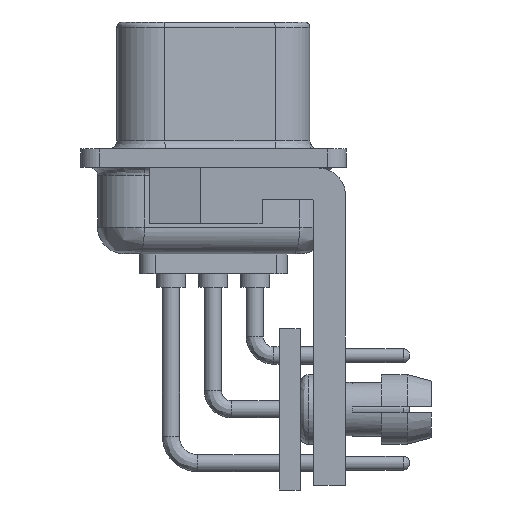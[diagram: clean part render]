
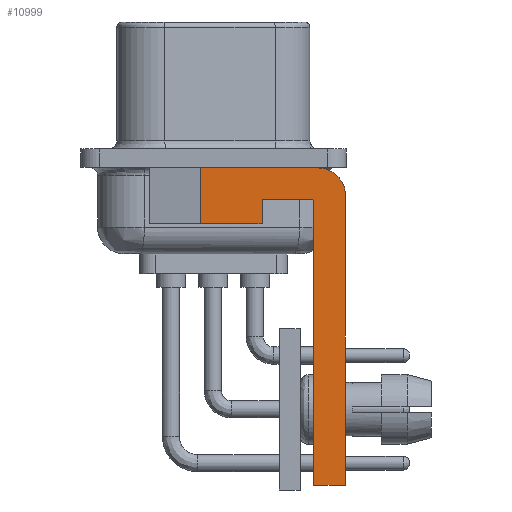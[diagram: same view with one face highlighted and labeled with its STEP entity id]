
A CAD part, left-side view. The second image highlights one B-rep face of the part: STEP entity #10999.
In plain terms, the highlighted planar face has unit normal (-1, 0, 0).
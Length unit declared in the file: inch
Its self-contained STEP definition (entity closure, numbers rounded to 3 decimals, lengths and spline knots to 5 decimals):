
#115 = VECTOR ( 'NONE', #26764, 39.37008 ) ;
#1374 = ORIENTED_EDGE ( 'NONE', *, *, #12029, .F. ) ;
#1506 = CARTESIAN_POINT ( 'NONE',  ( 0.003, 0.1565, -0.0935 ) ) ;
#1656 = VECTOR ( 'NONE', #2985, 39.37008 ) ;
#1754 = CARTESIAN_POINT ( 'NONE',  ( 0.003, 0.0605, -0.0985 ) ) ;
#1755 = EDGE_CURVE ( 'NONE', #10956, #18460, #12874, .T. ) ;
#1841 = VERTEX_POINT ( 'NONE', #23073 ) ;
#2329 = DIRECTION ( 'NONE',  ( 0., 1., 0. ) ) ;
#2904 = LINE ( 'NONE', #19661, #5451 ) ;
#2985 = DIRECTION ( 'NONE',  ( 0., 1., 0. ) ) ;
#3260 = CARTESIAN_POINT ( 'NONE',  ( 0.003, 0.0655, -0.0985 ) ) ;
#4134 = AXIS2_PLACEMENT_3D ( 'NONE', #14040, #9299, #2329 ) ;
#5221 = CARTESIAN_POINT ( 'NONE',  ( 0.003, 0.27151, -0.0935 ) ) ;
#5266 = ORIENTED_EDGE ( 'NONE', *, *, #25032, .F. ) ;
#5451 = VECTOR ( 'NONE', #5662, 39.37008 ) ;
#5662 = DIRECTION ( 'NONE',  ( 0., -1., 0. ) ) ;
#6579 = VECTOR ( 'NONE', #13926, 39.37008 ) ;
#6950 = DIRECTION ( 'NONE',  ( 0., 0., 1. ) ) ;
#7551 = EDGE_LOOP ( 'NONE', ( #26614, #13132, #28196, #16292, #22643, #24079, #18641, #5266, #20914, #1374, #10262, #28097 ) ) ;
#7607 = CARTESIAN_POINT ( 'NONE',  ( 0.003, 0.0015, -0.6255 ) ) ;
#7904 = EDGE_CURVE ( 'NONE', #22089, #17793, #30073, .T. ) ;
#8559 = CARTESIAN_POINT ( 'NONE',  ( 0.003, 0.1515, -0.0345 ) ) ;
#9299 = DIRECTION ( 'NONE',  ( 1., 0., 0. ) ) ;
#9781 = EDGE_CURVE ( 'NONE', #26099, #30337, #23343, .T. ) ;
#9943 = CARTESIAN_POINT ( 'NONE',  ( 0.003, 0.1565, -0.1395 ) ) ;
#10120 = LINE ( 'NONE', #23511, #15619 ) ;
#10126 = VECTOR ( 'NONE', #25132, 39.37008 ) ;
#10262 = ORIENTED_EDGE ( 'NONE', *, *, #24328, .F. ) ;
#10956 = VERTEX_POINT ( 'NONE', #1506 ) ;
#10999 = ADVANCED_FACE ( 'NONE', ( #24402 ), #21112, .F. ) ;
#11235 = LINE ( 'NONE', #5221, #1656 ) ;
#12029 = EDGE_CURVE ( 'NONE', #12334, #16565, #10120, .T. ) ;
#12192 = LINE ( 'NONE', #28200, #24583 ) ;
#12322 = DIRECTION ( 'NONE',  ( 0., 0., -1. ) ) ;
#12334 = VERTEX_POINT ( 'NONE', #24820 ) ;
#12429 = DIRECTION ( 'NONE',  ( 1., 0., 0. ) ) ;
#12596 = DIRECTION ( 'NONE',  ( 0., 1., 0. ) ) ;
#12874 = LINE ( 'NONE', #23168, #6579 ) ;
#13064 = LINE ( 'NONE', #20507, #10126 ) ;
#13132 = ORIENTED_EDGE ( 'NONE', *, *, #30067, .F. ) ;
#13753 = CARTESIAN_POINT ( 'NONE',  ( 0.003, 0.0655, -0.0935 ) ) ;
#13926 = DIRECTION ( 'NONE',  ( 0., 0., -1. ) ) ;
#14040 = CARTESIAN_POINT ( 'NONE',  ( 0.003, 0.27151, -0.0935 ) ) ;
#14118 = EDGE_CURVE ( 'NONE', #26099, #28708, #19589, .T. ) ;
#14400 = EDGE_CURVE ( 'NONE', #1841, #22089, #14611, .T. ) ;
#14611 = CIRCLE ( 'NONE', #25792, 0.05 ) ;
#15364 = CARTESIAN_POINT ( 'NONE',  ( 0.003, 0., -0.0345 ) ) ;
#15411 = CARTESIAN_POINT ( 'NONE',  ( 0.003, 0.27151, -0.1395 ) ) ;
#15518 = VERTEX_POINT ( 'NONE', #13753 ) ;
#15619 = VECTOR ( 'NONE', #6950, 39.37008 ) ;
#16292 = ORIENTED_EDGE ( 'NONE', *, *, #9781, .T. ) ;
#16565 = VERTEX_POINT ( 'NONE', #1754 ) ;
#16583 = VECTOR ( 'NONE', #20753, 39.37008 ) ;
#17793 = VERTEX_POINT ( 'NONE', #7607 ) ;
#17885 = EDGE_CURVE ( 'NONE', #18460, #29395, #25067, .T. ) ;
#18460 = VERTEX_POINT ( 'NONE', #9943 ) ;
#18468 = EDGE_CURVE ( 'NONE', #16565, #15518, #22134, .T. ) ;
#18641 = ORIENTED_EDGE ( 'NONE', *, *, #1755, .F. ) ;
#18930 = VECTOR ( 'NONE', #24361, 39.37008 ) ;
#19589 = LINE ( 'NONE', #24497, #115 ) ;
#19661 = CARTESIAN_POINT ( 'NONE',  ( 0.003, 0.27151, -0.0355 ) ) ;
#20092 = AXIS2_PLACEMENT_3D ( 'NONE', #3260, #28941, #21813 ) ;
#20164 = CARTESIAN_POINT ( 'NONE',  ( 0.003, 0.27151, -0.0345 ) ) ;
#20507 = CARTESIAN_POINT ( 'NONE',  ( 0.003, 0.27151, -0.6255 ) ) ;
#20659 = CARTESIAN_POINT ( 'NONE',  ( 0.003, 0.0015, -0.0935 ) ) ;
#20753 = DIRECTION ( 'NONE',  ( 0., 0., -1. ) ) ;
#20914 = ORIENTED_EDGE ( 'NONE', *, *, #18468, .F. ) ;
#21112 = PLANE ( 'NONE',  #4134 ) ;
#21147 = CARTESIAN_POINT ( 'NONE',  ( 0.003, 0.0515, -0.0855 ) ) ;
#21343 = CARTESIAN_POINT ( 'NONE',  ( 0.003, 0.0015, -0.0855 ) ) ;
#21813 = DIRECTION ( 'NONE',  ( 0., 0., 1. ) ) ;
#22089 = VERTEX_POINT ( 'NONE', #21343 ) ;
#22134 = CIRCLE ( 'NONE', #20092, 0.005 ) ;
#22643 = ORIENTED_EDGE ( 'NONE', *, *, #27535, .F. ) ;
#23073 = CARTESIAN_POINT ( 'NONE',  ( 0.003, 0.0515, -0.0355 ) ) ;
#23168 = CARTESIAN_POINT ( 'NONE',  ( 0.003, 0.1565, -0.0935 ) ) ;
#23343 = LINE ( 'NONE', #15364, #27022 ) ;
#23511 = CARTESIAN_POINT ( 'NONE',  ( 0.003, 0.0605, -0.0935 ) ) ;
#24079 = ORIENTED_EDGE ( 'NONE', *, *, #17885, .F. ) ;
#24246 = DIRECTION ( 'NONE',  ( 0., 0., 1. ) ) ;
#24328 = EDGE_CURVE ( 'NONE', #17793, #12334, #13064, .T. ) ;
#24361 = DIRECTION ( 'NONE',  ( 0., 1., 0. ) ) ;
#24402 = FACE_OUTER_BOUND ( 'NONE', #7551, .T. ) ;
#24497 = CARTESIAN_POINT ( 'NONE',  ( 0.003, 0.1515, -0.0935 ) ) ;
#24583 = VECTOR ( 'NONE', #24246, 39.37008 ) ;
#24820 = CARTESIAN_POINT ( 'NONE',  ( 0.003, 0.0605, -0.6255 ) ) ;
#25032 = EDGE_CURVE ( 'NONE', #15518, #10956, #11235, .T. ) ;
#25067 = LINE ( 'NONE', #15411, #18930 ) ;
#25132 = DIRECTION ( 'NONE',  ( 0., 1., 0. ) ) ;
#25792 = AXIS2_PLACEMENT_3D ( 'NONE', #21147, #12429, #12322 ) ;
#26099 = VERTEX_POINT ( 'NONE', #8559 ) ;
#26614 = ORIENTED_EDGE ( 'NONE', *, *, #14400, .F. ) ;
#26764 = DIRECTION ( 'NONE',  ( 0., 0., -1. ) ) ;
#27022 = VECTOR ( 'NONE', #12596, 39.37008 ) ;
#27334 = CARTESIAN_POINT ( 'NONE',  ( 0.003, 0.1515, -0.0355 ) ) ;
#27535 = EDGE_CURVE ( 'NONE', #29395, #30337, #12192, .T. ) ;
#27809 = CARTESIAN_POINT ( 'NONE',  ( 0.003, 0.27151, -0.1395 ) ) ;
#28097 = ORIENTED_EDGE ( 'NONE', *, *, #7904, .F. ) ;
#28196 = ORIENTED_EDGE ( 'NONE', *, *, #14118, .F. ) ;
#28200 = CARTESIAN_POINT ( 'NONE',  ( 0.003, 0.27151, -0.0935 ) ) ;
#28708 = VERTEX_POINT ( 'NONE', #27334 ) ;
#28941 = DIRECTION ( 'NONE',  ( -1., 0., 0. ) ) ;
#29395 = VERTEX_POINT ( 'NONE', #27809 ) ;
#30067 = EDGE_CURVE ( 'NONE', #28708, #1841, #2904, .T. ) ;
#30073 = LINE ( 'NONE', #20659, #16583 ) ;
#30337 = VERTEX_POINT ( 'NONE', #20164 ) ;
